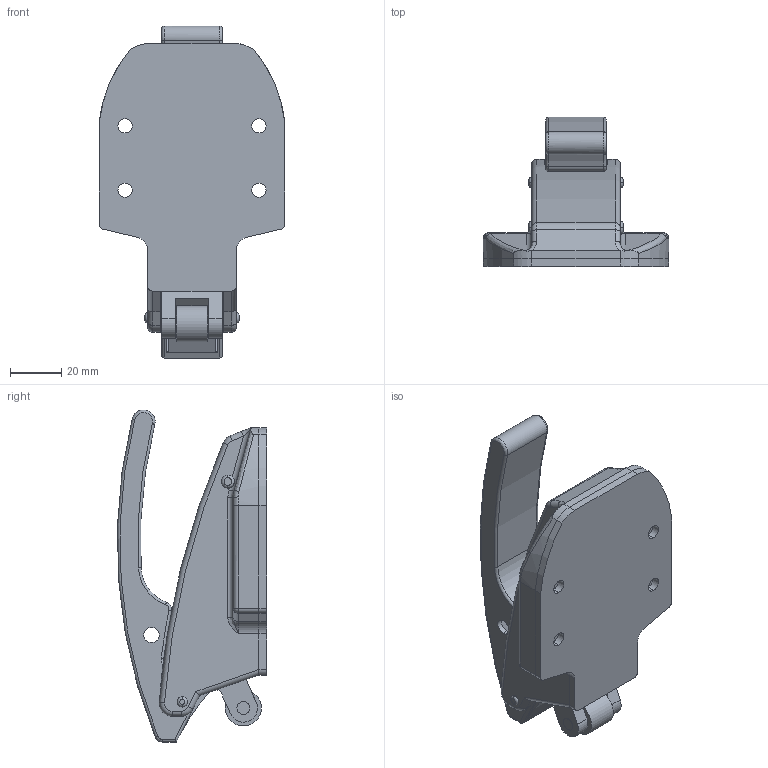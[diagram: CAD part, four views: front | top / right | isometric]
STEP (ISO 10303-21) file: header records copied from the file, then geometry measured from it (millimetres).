
FILE_DESCRIPTION (( 'STEP AP214' ), '1' );
FILE_NAME ('02702-Cooler Latch Emergency Release Chrome 152mm.STEP', '2018-08-09T00:27:06', ( '' ), ( '' ), 'SwSTEP 2.0', 'SolidWorks 2018', '' );
FILE_SCHEMA (( 'AUTOMOTIVE_DESIGN' ));
Length unit declared in the file: millimetre
Products named in the file (3): 2702-01; 02702-Cooler Latch Emergency Release Chrome 152mm; 2702-02
Assembly tree (2 placements, depth 2):
  02702-Cooler Latch Emergency Release Chrome 152mm
    2702-01
    2702-02
Bounding box: 72 x 57.89 x 128.96 mm (x, y, z)
Volume: 99060.5 mm3; surface area: 62117.9 mm2
Topology: 9 solids, 9 shells, 534 faces, 1389 edges, 893 vertices
Faces by surface type: plane 236, cylinder 128, bspline 119, torus 41, cone 8, sphere 2
Entity records: 23349 total; most frequent: CARTESIAN_POINT 10704, ORIENTED_EDGE 2770, DIRECTION 2277, EDGE_CURVE 1385, VERTEX_POINT 893, LINE 785, VECTOR 785, AXIS2_PLACEMENT_3D 746
